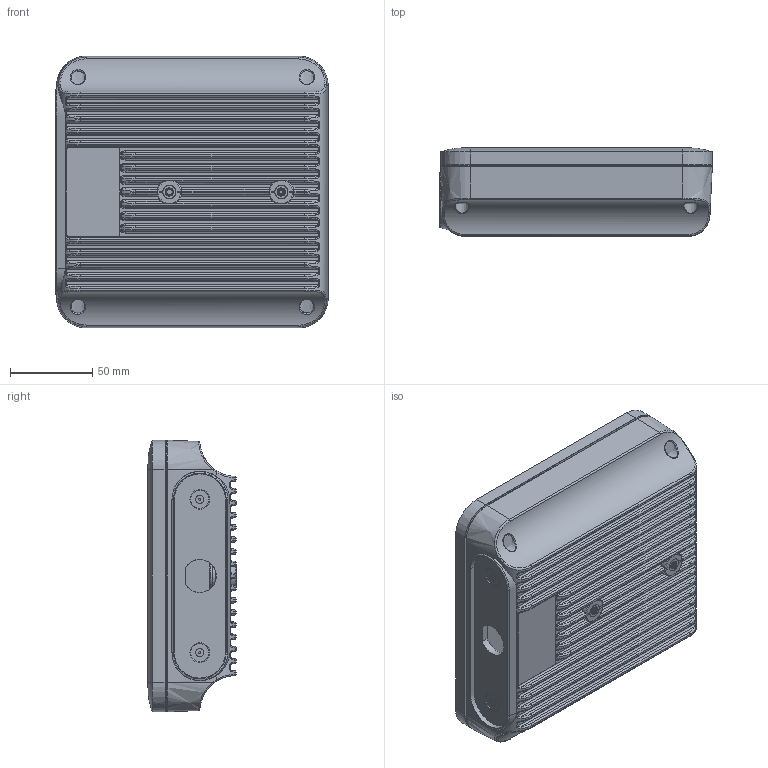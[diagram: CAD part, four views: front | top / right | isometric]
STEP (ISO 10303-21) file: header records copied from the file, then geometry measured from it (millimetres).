
FILE_DESCRIPTION(/* description */ ('Obudowa WiBOX Mini','CAx-IF Rec.Pracs.---Representation and Presentation of Product Manufacturing Information (PMI)---4.0---2014-10-13'),/* implementation_level */ '2;1');
FILE_NAME(/* name */ 'WiBOX Mini.stp',/* time_stamp */ '2020-04-28T15:20:40+02:00',/* author */ ('Admin'),/* organization */ ('Wireless Instruments'),/* preprocessor_version */ 'ST-DEVELOPER v18',/* originating_system */ 'Autodesk Inventor 2020',/* authorisation */ '');
FILE_SCHEMA (('AP242_MANAGED_MODEL_BASED_3D_ENGINEERING_MIM_LF { 1 0 10303 442 1 1 4 }'));
Products named in the file (7): WI-BOX-0267; WI-OBD-0095; WI-OBD-0094; WI-OBD-0097; WI-OBD-0256; WI-OBD-0257; WI-MET-0268
Assembly tree (9 placements, depth 2):
  WI-BOX-0267
    WI-OBD-0095
    WI-OBD-0094
    WI-OBD-0097
    WI-OBD-0256
    WI-OBD-0257
    WI-MET-0268  x4
Bounding box: 165.5 x 53.5 x 165 mm (x, y, z)
Volume: 219609.2 mm3; surface area: 196492.9 mm2
Topology: 12 solids, 12 shells, 1230 faces, 3278 edges, 2113 vertices
Faces by surface type: bspline 413, plane 399, cylinder 270, cone 118, torus 26, sphere 4
Full cylindrical faces by diameter (mm): 2.204 x7, 3.242 x2, 3.434 x23, 3.571 x4, 4 x8, 4.917 x4, 5 x2, 5.2 x4, 8 x8, 8.4 x4, 8.6 x4
Entity records: 55786 total; most frequent: CARTESIAN_POINT 30092, ORIENTED_EDGE 6028, DIRECTION 4487, EDGE_CURVE 3014, VERTEX_POINT 1936, AXIS2_PLACEMENT_3D 1750, EDGE_LOOP 1214, FACE_OUTER_BOUND 1140
